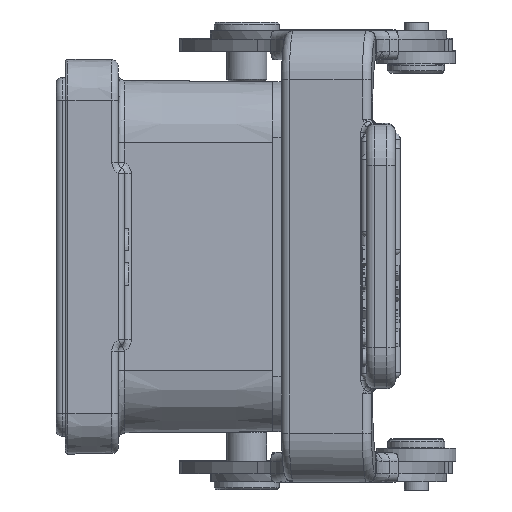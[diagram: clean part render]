
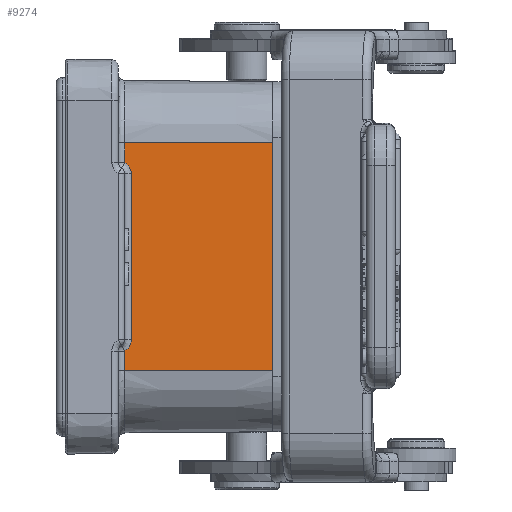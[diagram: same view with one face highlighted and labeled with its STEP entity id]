
A CAD part, left-side view. The second image highlights one B-rep face of the part: STEP entity #9274.
In plain terms, the highlighted planar face has unit normal (-1, -0.009, 0).
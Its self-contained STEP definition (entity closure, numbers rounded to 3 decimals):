
#4572=ELLIPSE('',#38498,1.6,1.6);
#4573=ELLIPSE('',#38512,1.6,1.6);
#7477=FACE_OUTER_BOUND('',#12717,.T.);
#9274=ADVANCED_FACE('',(#7477),#10408,.T.);
#10408=PLANE('',#38611);
#12717=EDGE_LOOP('',(#21249,#21250,#21251,#21252,#21253,#21254,#21255,#21256));
#21249=ORIENTED_EDGE('',*,*,#29945,.F.);
#21250=ORIENTED_EDGE('',*,*,#29955,.T.);
#21251=ORIENTED_EDGE('',*,*,#29957,.F.);
#21252=ORIENTED_EDGE('',*,*,#29937,.T.);
#21253=ORIENTED_EDGE('',*,*,#30052,.T.);
#21254=ORIENTED_EDGE('',*,*,#30053,.T.);
#21255=ORIENTED_EDGE('',*,*,#30054,.T.);
#21256=ORIENTED_EDGE('',*,*,#30051,.T.);
#25685=VERTEX_POINT('',#60265);
#25864=VERTEX_POINT('',#60859);
#25867=VERTEX_POINT('',#60864);
#25872=VERTEX_POINT('',#60888);
#25874=VERTEX_POINT('',#60892);
#25877=VERTEX_POINT('',#60922);
#25925=VERTEX_POINT('',#61169);
#25926=VERTEX_POINT('',#61171);
#29937=EDGE_CURVE('',#25864,#25867,#33139,.T.);
#29945=EDGE_CURVE('',#25874,#25872,#4572,.T.);
#29955=EDGE_CURVE('',#25874,#25877,#33143,.T.);
#29957=EDGE_CURVE('',#25864,#25877,#4573,.T.);
#30051=EDGE_CURVE('',#25685,#25872,#33179,.T.);
#30052=EDGE_CURVE('',#25867,#25925,#33180,.T.);
#30053=EDGE_CURVE('',#25925,#25926,#33181,.T.);
#30054=EDGE_CURVE('',#25926,#25685,#33182,.T.);
#33139=LINE('',#60865,#35757);
#33143=LINE('',#60923,#35761);
#33179=LINE('',#61166,#35797);
#33180=LINE('',#61168,#35798);
#33181=LINE('',#61170,#35799);
#33182=LINE('',#61172,#35800);
#35757=VECTOR('',#45886,1.);
#35761=VECTOR('',#45930,1.);
#35797=VECTOR('',#46166,1.);
#35798=VECTOR('',#46169,1.);
#35799=VECTOR('',#46170,1.);
#35800=VECTOR('',#46171,1.);
#38498=AXIS2_PLACEMENT_3D('',#60893,#45903,#45904);
#38512=AXIS2_PLACEMENT_3D('',#60927,#45935,#45936);
#38611=AXIS2_PLACEMENT_3D('',#61173,#46172,#46173);
#45886=DIRECTION('',(0.,0.,-1.));
#45903=DIRECTION('',(-1.,-0.009,0.));
#45904=DIRECTION('',(-0.009,1.,0.));
#45930=DIRECTION('',(0.,0.,-1.));
#45935=DIRECTION('',(-1.,-0.009,0.));
#45936=DIRECTION('',(0.009,-1.,0.));
#46166=DIRECTION('',(0.,0.,-1.));
#46169=DIRECTION('',(0.009,-1.,0.));
#46170=DIRECTION('',(0.,0.,1.));
#46171=DIRECTION('',(-0.009,1.,0.));
#46172=DIRECTION('',(-1.,-0.009,0.));
#46173=DIRECTION('',(0.,0.,-1.));
#60265=CARTESIAN_POINT('',(-46.909,18.207,14.));
#60859=CARTESIAN_POINT('',(-46.909,18.207,-11.586));
#60864=CARTESIAN_POINT('',(-46.909,18.207,-14.));
#60865=CARTESIAN_POINT('',(-46.909,18.207,-24.066));
#60888=CARTESIAN_POINT('',(-46.909,18.207,11.586));
#60892=CARTESIAN_POINT('',(-46.902,17.407,10.2));
#60893=CARTESIAN_POINT('',(-46.916,19.007,10.2));
#60922=CARTESIAN_POINT('',(-46.902,17.407,-10.2));
#60923=CARTESIAN_POINT('',(-46.902,17.407,10.2));
#60927=CARTESIAN_POINT('',(-46.916,19.007,-10.2));
#61166=CARTESIAN_POINT('',(-46.909,18.207,-24.066));
#61168=CARTESIAN_POINT('',(-46.829,9.037,-14.));
#61169=CARTESIAN_POINT('',(-46.75,0.,-14.));
#61170=CARTESIAN_POINT('',(-46.75,0.,-14.));
#61171=CARTESIAN_POINT('',(-46.75,0.,14.));
#61172=CARTESIAN_POINT('',(-46.829,9.037,14.));
#61173=CARTESIAN_POINT('',(-46.75,0.,-24.066));
